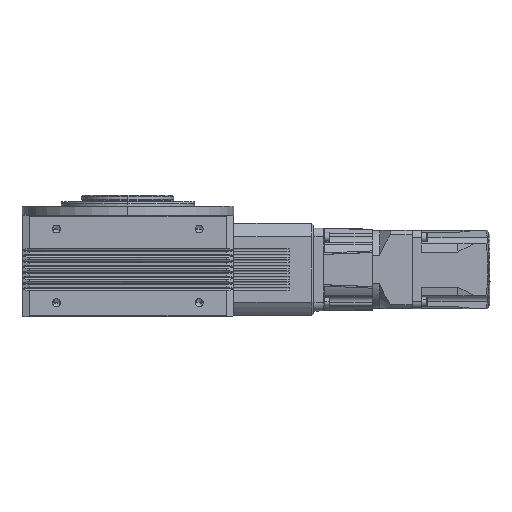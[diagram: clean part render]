
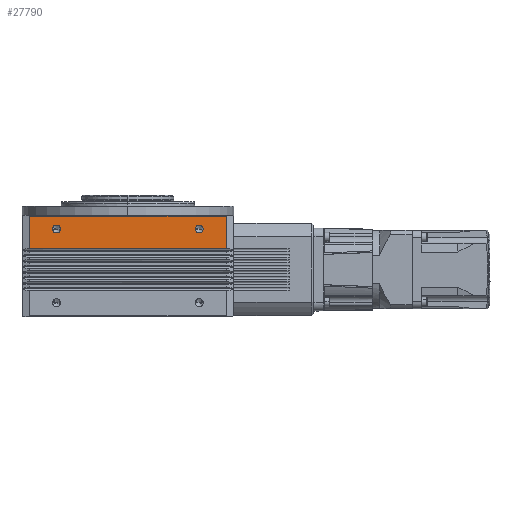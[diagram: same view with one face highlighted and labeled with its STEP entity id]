
A CAD part, top view. The second image highlights one B-rep face of the part: STEP entity #27790.
In plain terms, the highlighted planar face has unit normal (0, 0, 1).
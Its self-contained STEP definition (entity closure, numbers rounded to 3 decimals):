
#1780 = VERTEX_POINT ( 'NONE', #80024 ) ;
#1868 = EDGE_CURVE ( 'NONE', #25939, #71626, #81965, .T. ) ;
#2307 = DIRECTION ( 'NONE',  ( 0., 0., 1. ) ) ;
#3338 = ORIENTED_EDGE ( 'NONE', *, *, #38296, .F. ) ;
#4641 = DIRECTION ( 'NONE',  ( -1., 0., 0. ) ) ;
#6335 = DIRECTION ( 'NONE',  ( 1., 0., 0. ) ) ;
#7261 = VERTEX_POINT ( 'NONE', #81536 ) ;
#9085 = CARTESIAN_POINT ( 'NONE',  ( -77.5, 44., 160. ) ) ;
#9239 = CARTESIAN_POINT ( 'NONE',  ( 106.758, -51., 160. ) ) ;
#12081 = ORIENTED_EDGE ( 'NONE', *, *, #77657, .T. ) ;
#12368 = DIRECTION ( 'NONE',  ( 1., 0., 0. ) ) ;
#12896 = AXIS2_PLACEMENT_3D ( 'NONE', #70669, #31939, #64149 ) ;
#14818 = CARTESIAN_POINT ( 'NONE',  ( 73.2, 44., 160. ) ) ;
#15022 = DIRECTION ( 'NONE',  ( 0., 0., 1. ) ) ;
#15096 = EDGE_LOOP ( 'NONE', ( #59968, #50343 ) ) ;
#15534 = CARTESIAN_POINT ( 'NONE',  ( -106.758, -51., 160. ) ) ;
#22071 = VECTOR ( 'NONE', #55097, 1000. ) ;
#25830 = EDGE_LOOP ( 'NONE', ( #33142, #29473 ) ) ;
#25939 = VERTEX_POINT ( 'NONE', #46449 ) ;
#27790 = ADVANCED_FACE ( 'NONE', ( #58894, #31925, #40175 ), #38446, .T. ) ;
#28561 = LINE ( 'NONE', #15534, #22071 ) ;
#29473 = ORIENTED_EDGE ( 'NONE', *, *, #67464, .F. ) ;
#31925 = FACE_BOUND ( 'NONE', #15096, .T. ) ;
#31939 = DIRECTION ( 'NONE',  ( 0., 0., 1. ) ) ;
#32592 = AXIS2_PLACEMENT_3D ( 'NONE', #69695, #2307, #49692 ) ;
#32719 = CARTESIAN_POINT ( 'NONE',  ( -73.2, 44., 160. ) ) ;
#32725 = EDGE_CURVE ( 'NONE', #1780, #57114, #28561, .T. ) ;
#33142 = ORIENTED_EDGE ( 'NONE', *, *, #56039, .F. ) ;
#33661 = EDGE_CURVE ( 'NONE', #52937, #57114, #84768, .T. ) ;
#34328 = DIRECTION ( 'NONE',  ( 0., 0., 1. ) ) ;
#36594 = LINE ( 'NONE', #9239, #58110 ) ;
#37177 = ORIENTED_EDGE ( 'NONE', *, *, #33661, .T. ) ;
#38296 = EDGE_CURVE ( 'NONE', #7261, #1780, #38997, .T. ) ;
#38446 = PLANE ( 'NONE',  #38685 ) ;
#38685 = AXIS2_PLACEMENT_3D ( 'NONE', #45833, #85419, #12368 ) ;
#38997 = LINE ( 'NONE', #84697, #71201 ) ;
#40175 = FACE_BOUND ( 'NONE', #25830, .T. ) ;
#42259 = DIRECTION ( 'NONE',  ( 0., 1., 0. ) ) ;
#45833 = CARTESIAN_POINT ( 'NONE',  ( -115., -51., 160. ) ) ;
#46449 = CARTESIAN_POINT ( 'NONE',  ( -81.8, 44., 160. ) ) ;
#49692 = DIRECTION ( 'NONE',  ( 1., 0., 0. ) ) ;
#50343 = ORIENTED_EDGE ( 'NONE', *, *, #1868, .F. ) ;
#50821 = DIRECTION ( 'NONE',  ( -1., 0., 0. ) ) ;
#51297 = VECTOR ( 'NONE', #50821, 1000. ) ;
#51954 = CARTESIAN_POINT ( 'NONE',  ( 81.8, 44., 160. ) ) ;
#52176 = VERTEX_POINT ( 'NONE', #51954 ) ;
#52937 = VERTEX_POINT ( 'NONE', #83773 ) ;
#53729 = CIRCLE ( 'NONE', #84286, 4.3 ) ;
#54626 = ORIENTED_EDGE ( 'NONE', *, *, #32725, .F. ) ;
#55097 = DIRECTION ( 'NONE',  ( 0., 1., 0. ) ) ;
#56039 = EDGE_CURVE ( 'NONE', #52176, #79165, #70106, .T. ) ;
#57114 = VERTEX_POINT ( 'NONE', #67576 ) ;
#58110 = VECTOR ( 'NONE', #42259, 1000. ) ;
#58894 = FACE_OUTER_BOUND ( 'NONE', #85549, .T. ) ;
#59968 = ORIENTED_EDGE ( 'NONE', *, *, #72776, .F. ) ;
#62157 = DIRECTION ( 'NONE',  ( 1., 0., 0. ) ) ;
#64149 = DIRECTION ( 'NONE',  ( 1., 0., 0. ) ) ;
#65925 = CARTESIAN_POINT ( 'NONE',  ( -77.5, 44., 160. ) ) ;
#67464 = EDGE_CURVE ( 'NONE', #79165, #52176, #83748, .T. ) ;
#67576 = CARTESIAN_POINT ( 'NONE',  ( -106.758, 58., 160. ) ) ;
#69695 = CARTESIAN_POINT ( 'NONE',  ( 77.5, 44., 160. ) ) ;
#70106 = CIRCLE ( 'NONE', #32592, 4.3 ) ;
#70669 = CARTESIAN_POINT ( 'NONE',  ( 77.5, 44., 160. ) ) ;
#71201 = VECTOR ( 'NONE', #4641, 1000. ) ;
#71626 = VERTEX_POINT ( 'NONE', #32719 ) ;
#72177 = AXIS2_PLACEMENT_3D ( 'NONE', #9085, #34328, #62157 ) ;
#72776 = EDGE_CURVE ( 'NONE', #71626, #25939, #53729, .T. ) ;
#77657 = EDGE_CURVE ( 'NONE', #7261, #52937, #36594, .T. ) ;
#79165 = VERTEX_POINT ( 'NONE', #14818 ) ;
#80024 = CARTESIAN_POINT ( 'NONE',  ( -106.758, 22.5, 160. ) ) ;
#81536 = CARTESIAN_POINT ( 'NONE',  ( 106.758, 22.5, 160. ) ) ;
#81965 = CIRCLE ( 'NONE', #72177, 4.3 ) ;
#83748 = CIRCLE ( 'NONE', #12896, 4.3 ) ;
#83773 = CARTESIAN_POINT ( 'NONE',  ( 106.758, 58., 160. ) ) ;
#84286 = AXIS2_PLACEMENT_3D ( 'NONE', #65925, #15022, #6335 ) ;
#84697 = CARTESIAN_POINT ( 'NONE',  ( -115., 22.5, 160. ) ) ;
#84768 = LINE ( 'NONE', #86059, #51297 ) ;
#85419 = DIRECTION ( 'NONE',  ( 0., 0., 1. ) ) ;
#85549 = EDGE_LOOP ( 'NONE', ( #12081, #37177, #54626, #3338 ) ) ;
#86059 = CARTESIAN_POINT ( 'NONE',  ( -115., 58., 160. ) ) ;
